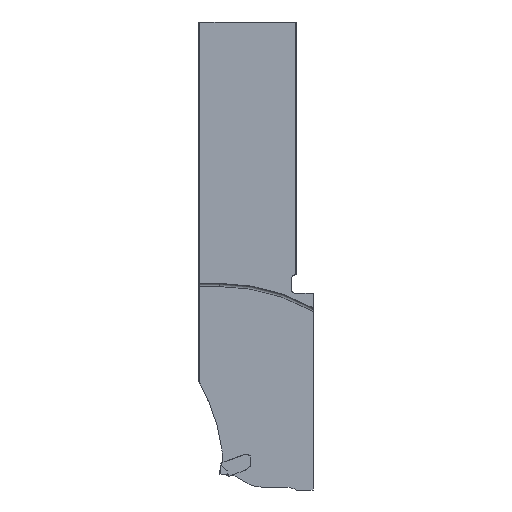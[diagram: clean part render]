
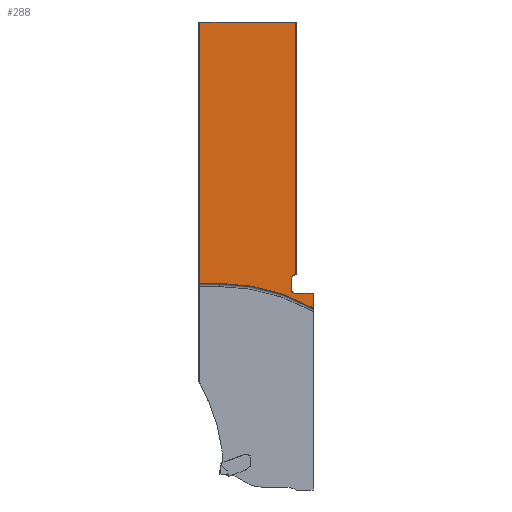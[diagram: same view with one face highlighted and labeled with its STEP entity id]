
A CAD part, left-side view. The second image highlights one B-rep face of the part: STEP entity #288.
In plain terms, the highlighted planar face has unit normal (-1, 0, 0).
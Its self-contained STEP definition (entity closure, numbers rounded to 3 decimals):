
#171=CIRCLE('',#2028,5.63);
#185=CIRCLE('',#2048,61.228);
#186=CIRCLE('',#2049,1.5);
#187=CIRCLE('',#2050,1.5);
#288=ADVANCED_FACE('SHANKHEAD_FACE_RIGHT',(#429),#383,.T.);
#383=PLANE('',#2051);
#429=FACE_OUTER_BOUND('',#526,.T.);
#526=EDGE_LOOP('',(#674,#675,#676,#677,#678,#679,#680,#681,#682,#683,#684));
#674=ORIENTED_EDGE('',*,*,#1386,.F.);
#675=ORIENTED_EDGE('',*,*,#1387,.F.);
#676=ORIENTED_EDGE('',*,*,#1338,.T.);
#677=ORIENTED_EDGE('',*,*,#1388,.T.);
#678=ORIENTED_EDGE('',*,*,#1389,.T.);
#679=ORIENTED_EDGE('',*,*,#1390,.T.);
#680=ORIENTED_EDGE('',*,*,#1391,.T.);
#681=ORIENTED_EDGE('',*,*,#1348,.F.);
#682=ORIENTED_EDGE('',*,*,#1392,.T.);
#683=ORIENTED_EDGE('',*,*,#1393,.T.);
#684=ORIENTED_EDGE('',*,*,#1394,.F.);
#1161=VERTEX_POINT('',#2716);
#1162=VERTEX_POINT('',#2717);
#1170=VERTEX_POINT('',#2758);
#1171=VERTEX_POINT('',#2760);
#1205=VERTEX_POINT('',#2846);
#1206=VERTEX_POINT('',#2847);
#1207=VERTEX_POINT('',#2850);
#1208=VERTEX_POINT('',#2852);
#1209=VERTEX_POINT('',#2854);
#1210=VERTEX_POINT('',#2857);
#1211=VERTEX_POINT('',#2859);
#1338=EDGE_CURVE('',#1161,#1162,#1608,.T.);
#1348=EDGE_CURVE('',#1171,#1170,#171,.T.);
#1386=EDGE_CURVE('',#1205,#1206,#1633,.T.);
#1387=EDGE_CURVE('',#1161,#1205,#185,.T.);
#1388=EDGE_CURVE('',#1162,#1207,#1634,.T.);
#1389=EDGE_CURVE('',#1207,#1208,#186,.T.);
#1390=EDGE_CURVE('',#1208,#1209,#1635,.T.);
#1391=EDGE_CURVE('',#1209,#1170,#187,.T.);
#1392=EDGE_CURVE('',#1171,#1210,#1636,.T.);
#1393=EDGE_CURVE('',#1210,#1211,#1637,.T.);
#1394=EDGE_CURVE('',#1206,#1211,#1638,.T.);
#1608=LINE('',#2715,#1766);
#1633=LINE('',#2845,#1791);
#1634=LINE('',#2849,#1792);
#1635=LINE('',#2853,#1793);
#1636=LINE('',#2856,#1794);
#1637=LINE('',#2858,#1795);
#1638=LINE('',#2860,#1796);
#1766=VECTOR('',#2204,1.);
#1791=VECTOR('',#2271,1.);
#1792=VECTOR('',#2274,1.);
#1793=VECTOR('',#2277,1.);
#1794=VECTOR('',#2280,1.);
#1795=VECTOR('',#2281,1.);
#1796=VECTOR('',#2282,1.);
#2028=AXIS2_PLACEMENT_3D('',#2761,#2212,#2213);
#2048=AXIS2_PLACEMENT_3D('',#2848,#2272,#2273);
#2049=AXIS2_PLACEMENT_3D('',#2851,#2275,#2276);
#2050=AXIS2_PLACEMENT_3D('',#2855,#2278,#2279);
#2051=AXIS2_PLACEMENT_3D('',#2861,#2283,#2284);
#2204=DIRECTION('',(0.,0.,1.));
#2212=DIRECTION('',(-1.,0.,0.));
#2213=DIRECTION('',(0.,1.,0.));
#2271=DIRECTION('',(0.,1.,0.));
#2272=DIRECTION('',(-1.,0.,0.));
#2273=DIRECTION('',(0.,1.,0.));
#2274=DIRECTION('',(0.,1.,0.));
#2275=DIRECTION('',(1.,0.,0.));
#2276=DIRECTION('',(0.,1.,0.));
#2277=DIRECTION('',(0.,0.,1.));
#2278=DIRECTION('',(1.,0.,0.));
#2279=DIRECTION('',(0.,1.,0.));
#2280=DIRECTION('',(0.,0.,1.));
#2281=DIRECTION('',(0.,1.,0.));
#2282=DIRECTION('',(0.,0.,1.));
#2283=DIRECTION('',(-1.,0.,0.));
#2284=DIRECTION('',(0.,1.,0.));
#2715=CARTESIAN_POINT('',(0.,-5.,0.));
#2716=CARTESIAN_POINT('',(0.,-5.,-91.625));
#2717=CARTESIAN_POINT('',(0.,-5.,-87.));
#2758=CARTESIAN_POINT('',(0.,0.63,-81.006));
#2760=CARTESIAN_POINT('',(0.,0.63,-81.));
#2761=CARTESIAN_POINT('',(0.,-5.,-81.));
#2845=CARTESIAN_POINT('',(0.,39.,-83.772));
#2846=CARTESIAN_POINT('',(0.,25.,-83.772));
#2847=CARTESIAN_POINT('',(0.,31.27,-83.772));
#2848=CARTESIAN_POINT('',(0.,25.,-145.));
#2849=CARTESIAN_POINT('',(0.,39.,-87.));
#2850=CARTESIAN_POINT('',(0.,0.5,-87.));
#2851=CARTESIAN_POINT('',(0.,0.5,-85.5));
#2852=CARTESIAN_POINT('',(0.,2.,-85.5));
#2853=CARTESIAN_POINT('',(0.,2.,0.));
#2854=CARTESIAN_POINT('',(0.,2.,-82.5));
#2855=CARTESIAN_POINT('',(0.,0.5,-82.5));
#2856=CARTESIAN_POINT('',(0.,0.63,-81.));
#2857=CARTESIAN_POINT('',(0.,0.63,0.));
#2858=CARTESIAN_POINT('',(0.,39.,0.));
#2859=CARTESIAN_POINT('',(0.,31.27,0.));
#2860=CARTESIAN_POINT('',(0.,31.27,-168.3));
#2861=CARTESIAN_POINT('',(0.,39.,0.));
